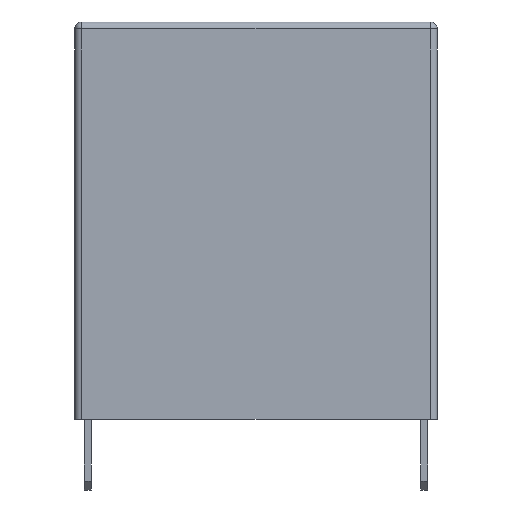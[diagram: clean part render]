
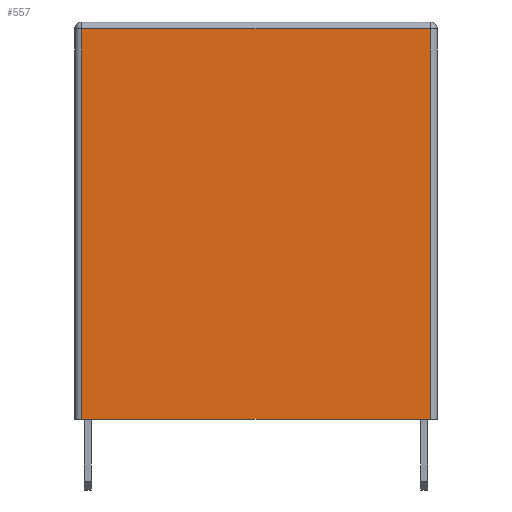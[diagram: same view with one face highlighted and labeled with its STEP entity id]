
A CAD part, front view. The second image highlights one B-rep face of the part: STEP entity #557.
In plain terms, the highlighted planar face has unit normal (0, -1, 0).
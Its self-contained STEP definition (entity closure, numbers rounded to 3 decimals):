
#26=PLANE($,#613);
#61=FACE_OUTER_BOUND($,#97,.T.);
#97=EDGE_LOOP($,(#418,#419,#420,#421));
#135=LINE($,#842,#191);
#138=LINE($,#860,#194);
#140=LINE($,#866,#196);
#141=LINE($,#867,#197);
#191=VECTOR($,#672,39.9);
#194=VECTOR($,#699,44.7);
#196=VECTOR($,#705,44.7);
#197=VECTOR($,#706,39.9);
#269=VERTEX_POINT($,#836);
#271=VERTEX_POINT($,#840);
#274=VERTEX_POINT($,#859);
#276=VERTEX_POINT($,#865);
#321=EDGE_CURVE($,#271,#269,#135,.T.);
#330=EDGE_CURVE($,#274,#269,#138,.T.);
#333=EDGE_CURVE($,#276,#271,#140,.T.);
#334=EDGE_CURVE($,#276,#274,#141,.T.);
#418=ORIENTED_EDGE($,*,*,#321,.F.);
#419=ORIENTED_EDGE($,*,*,#333,.F.);
#420=ORIENTED_EDGE($,*,*,#334,.T.);
#421=ORIENTED_EDGE($,*,*,#330,.T.);
#557=ADVANCED_FACE($,(#61),#26,.T.);
#613=AXIS2_PLACEMENT_3D($,#864,#703,#704);
#672=DIRECTION($,(1.,0.,0.));
#699=DIRECTION($,(0.,0.,1.));
#703=DIRECTION('center_axis',(0.,-1.,0.));
#704=DIRECTION('ref_axis',(0.,0.,-1.));
#705=DIRECTION($,(0.,0.,1.));
#706=DIRECTION($,(1.,0.,0.));
#836=CARTESIAN_POINT('',(19.95,-12.,44.7));
#840=CARTESIAN_POINT('',(-19.95,-12.,44.7));
#842=CARTESIAN_POINT($,(9.975,-12.,44.7));
#859=CARTESIAN_POINT('',(19.95,-12.,0.));
#860=CARTESIAN_POINT($,(19.95,-12.,0.));
#864=CARTESIAN_POINT('Origin',(19.95,-12.,0.));
#865=CARTESIAN_POINT('',(-19.95,-12.,0.));
#866=CARTESIAN_POINT($,(-19.95,-12.,0.));
#867=CARTESIAN_POINT($,(-19.95,-12.,0.));
